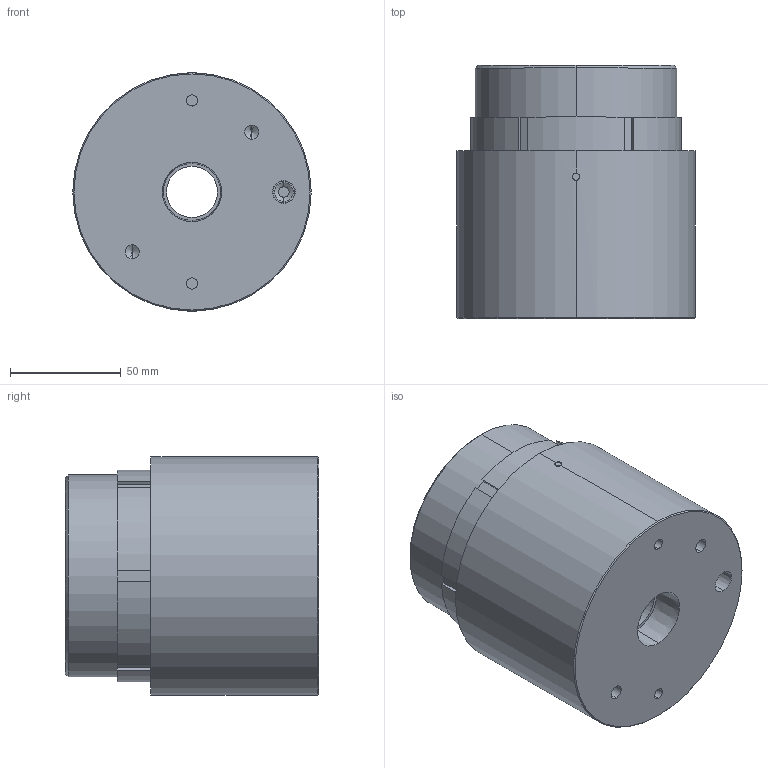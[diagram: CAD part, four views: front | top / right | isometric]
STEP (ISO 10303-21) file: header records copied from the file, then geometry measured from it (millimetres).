
FILE_DESCRIPTION (( 'STEP AP214' ), '1' );
FILE_NAME ('CTSC-002981.STEP', '2025-04-22T14:43:42', ( '' ), ( '' ), 'SwSTEP 2.0', 'SolidWorks 2023', '' );
FILE_SCHEMA (( 'AUTOMOTIVE_DESIGN' ));
Length unit declared in the file: inch
Products named in the file (1): CTSC-002981
Bounding box: 107.44 x 114.17 x 107.46 mm (x, y, z)
Volume: 755818.1 mm3; surface area: 78008.5 mm2
Topology: 2 solids, 2 shells, 135 faces, 326 edges, 206 vertices
Faces by surface type: cylinder 60, plane 49, cone 26
Entity records: 5397 total; most frequent: CARTESIAN_POINT 844, DIRECTION 702, ORIENTED_EDGE 636, EDGE_CURVE 318, AXIS2_PLACEMENT_3D 266, VERTEX_POINT 206, VECTOR 170, LINE 170
